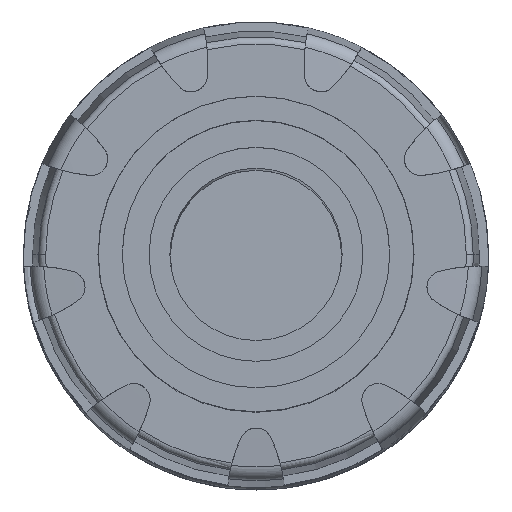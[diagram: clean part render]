
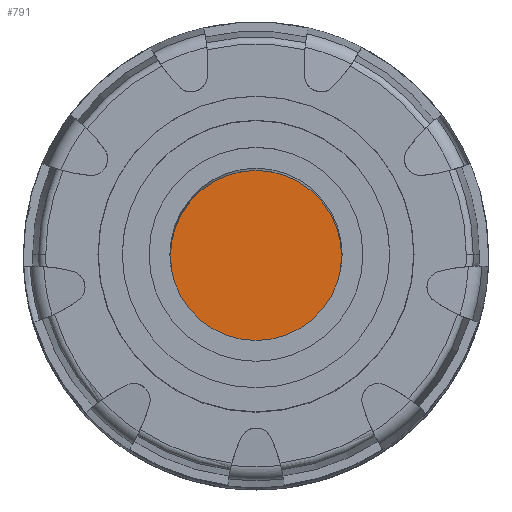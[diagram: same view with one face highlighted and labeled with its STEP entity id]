
A CAD part, top view. The second image highlights one B-rep face of the part: STEP entity #791.
In plain terms, the highlighted planar face has unit normal (0, 0, 1).
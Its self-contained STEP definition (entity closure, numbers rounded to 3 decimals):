
#791=ADVANCED_FACE('',(#1818),#1819,.T.);
#1818=FACE_OUTER_BOUND('',#3136,.T.);
#1819=PLANE('',#3137);
#3136=EDGE_LOOP('',(#5217,#5218));
#3137=AXIS2_PLACEMENT_3D('',#5219,#5220,#5221);
#5217=ORIENTED_EDGE('',*,*,#8383,.T.);
#5218=ORIENTED_EDGE('',*,*,#8408,.T.);
#5219=CARTESIAN_POINT('',(8.0,0.0,175.0));
#5220=DIRECTION('',(0.0,0.0,1.0));
#5221=DIRECTION('',(1.0,0.0,0.0));
#8383=EDGE_CURVE('',#10124,#10128,#10130,.T.);
#8408=EDGE_CURVE('',#10128,#10124,#10163,.T.);
#10124=VERTEX_POINT('',#13585);
#10128=VERTEX_POINT('',#13590);
#10130=CIRCLE('',#13593,16.0);
#10163=CIRCLE('',#13632,16.0);
#13585=CARTESIAN_POINT('',(16.0,0.0,175.0));
#13590=CARTESIAN_POINT('',(-16.0,0.,175.0));
#13593=AXIS2_PLACEMENT_3D('',#17484,#17485,#17486);
#13632=AXIS2_PLACEMENT_3D('',#17520,#17521,#17522);
#17484=CARTESIAN_POINT('',(0.0,0.0,175.0));
#17485=DIRECTION('',(0.0,0.0,1.0));
#17486=DIRECTION('',(1.0,0.0,0.0));
#17520=CARTESIAN_POINT('',(0.0,0.0,175.0));
#17521=DIRECTION('',(0.0,0.0,1.0));
#17522=DIRECTION('',(1.0,0.0,0.0));
